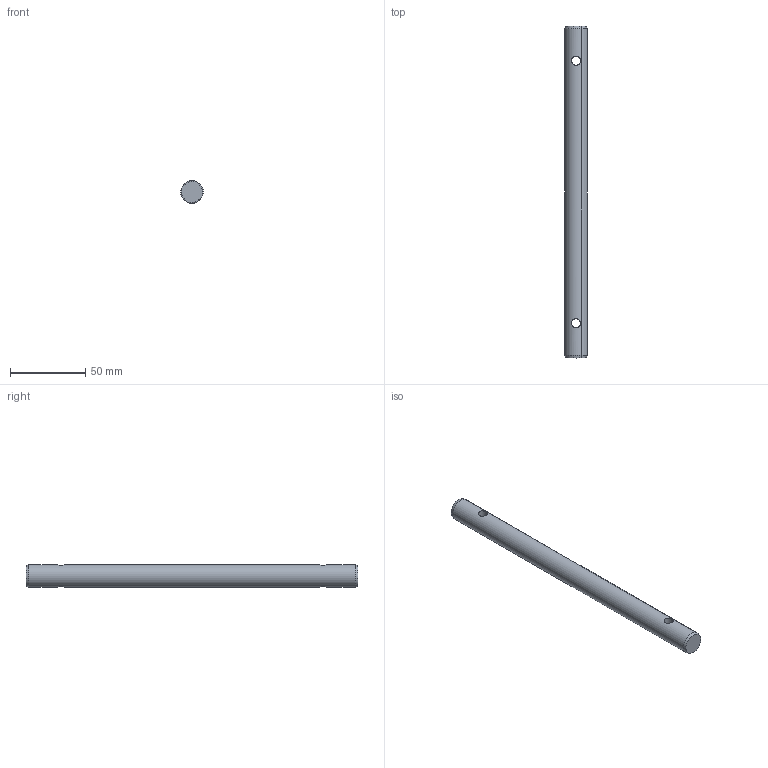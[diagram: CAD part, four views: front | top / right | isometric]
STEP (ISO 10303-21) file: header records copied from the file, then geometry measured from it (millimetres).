
FILE_DESCRIPTION(('CATIA V5 STEP Exchange'),'2;1');
FILE_NAME('EOLX1.1-D-110-001_A.stp','2020-01-30T21:54:47+00:00',('none'),('none'),'CATIA Version 5 Release 21 GA (IN-10)','CATIA V5 STEP AP203','none');
FILE_SCHEMA(('CONFIG_CONTROL_DESIGN'));
Length unit declared in the file: millimetre
Products named in the file (1): EOLX1.1-D-110-001_A
Bounding box: 15 x 220 x 15 mm (x, y, z)
Volume: 38003.3 mm3; surface area: 11101.9 mm2
Topology: 1 solids, 1 shells, 12 faces, 26 edges, 16 vertices
Faces by surface type: cylinder 6, cone 4, plane 2
Entity records: 439 total; most frequent: CARTESIAN_POINT 162, ORIENTED_EDGE 52, DIRECTION 32, EDGE_CURVE 26, AXIS2_PLACEMENT_3D 16, EDGE_LOOP 16, VERTEX_POINT 16, ADVANCED_FACE 12
